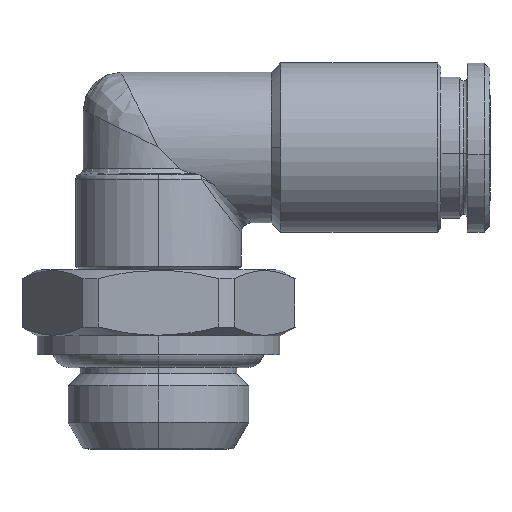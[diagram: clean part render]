
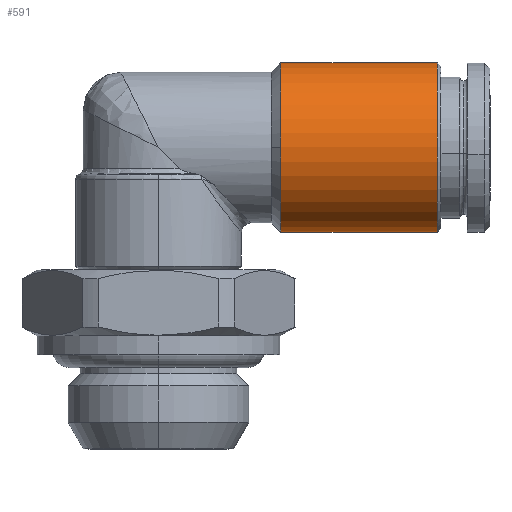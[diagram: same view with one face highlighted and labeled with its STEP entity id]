
A CAD part, top view. The second image highlights one B-rep face of the part: STEP entity #591.
In plain terms, the highlighted cylindrical face has radius 4.499 mm (diameter 8.998 mm), a partial arc.
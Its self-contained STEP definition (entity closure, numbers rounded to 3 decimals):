
#536 = VERTEX_POINT ( 'NONE', #2629 ) ;
#586 = VERTEX_POINT ( 'NONE', #2912 ) ;
#591 = ADVANCED_FACE ( 'NONE', ( #2932 ), #2931, .T. ) ;
#594 = ORIENTED_EDGE ( 'NONE', *, *, #595, .T. ) ;
#595 = EDGE_CURVE ( 'NONE', #586, #639, #2883, .T. ) ;
#596 = EDGE_CURVE ( 'NONE', #536, #620, #2949, .T. ) ;
#597 = EDGE_CURVE ( 'NONE', #607, #536, #2941, .T. ) ;
#600 = ORIENTED_EDGE ( 'NONE', *, *, #650, .T. ) ;
#607 = VERTEX_POINT ( 'NONE', #2954 ) ;
#610 = ORIENTED_EDGE ( 'NONE', *, *, #597, .T. ) ;
#615 = EDGE_CURVE ( 'NONE', #607, #639, #2978, .T. ) ;
#619 = ORIENTED_EDGE ( 'NONE', *, *, #615, .F. ) ;
#620 = VERTEX_POINT ( 'NONE', #2968 ) ;
#622 = ORIENTED_EDGE ( 'NONE', *, *, #596, .T. ) ;
#626 = EDGE_LOOP ( 'NONE', ( #610, #622, #600, #594, #619 ) ) ;
#639 = VERTEX_POINT ( 'NONE', #3014 ) ;
#650 = EDGE_CURVE ( 'NONE', #620, #586, #3003, .T. ) ;
#2629 = CARTESIAN_POINT ( 'NONE',  ( 14.8, 4.499, 0. ) ) ;
#2876 = CARTESIAN_POINT ( 'NONE',  ( 6.499, 0., 0. ) ) ;
#2879 = DIRECTION ( 'NONE',  ( 1., 0., 0. ) ) ;
#2882 = DIRECTION ( 'NONE',  ( 0., 0., -1. ) ) ;
#2883 = CIRCLE ( 'NONE', #2887, 4.499 ) ;
#2886 = DIRECTION ( 'NONE',  ( 1., 0., 0. ) ) ;
#2887 = AXIS2_PLACEMENT_3D ( 'NONE', #2876, #2886, #2882 ) ;
#2910 = DIRECTION ( 'NONE',  ( 0., 0., -1. ) ) ;
#2912 = CARTESIAN_POINT ( 'NONE',  ( 6.499, 0., 4.499 ) ) ;
#2924 = DIRECTION ( 'NONE',  ( 0., -1., 0. ) ) ;
#2925 = DIRECTION ( 'NONE',  ( -1., 0., 0. ) ) ;
#2926 = CARTESIAN_POINT ( 'NONE',  ( 0., 0., 0. ) ) ;
#2930 = AXIS2_PLACEMENT_3D ( 'NONE', #2926, #2925, #2924 ) ;
#2931 = CYLINDRICAL_SURFACE ( 'NONE', #2930, 4.499 ) ;
#2932 = FACE_OUTER_BOUND ( 'NONE', #626, .T. ) ;
#2940 = CARTESIAN_POINT ( 'NONE',  ( 14.8, 0., 0. ) ) ;
#2941 = CIRCLE ( 'NONE', #2945, 4.499 ) ;
#2943 = DIRECTION ( 'NONE',  ( -1., 0., 0. ) ) ;
#2944 = CARTESIAN_POINT ( 'NONE',  ( 0., 4.499, 0. ) ) ;
#2945 = AXIS2_PLACEMENT_3D ( 'NONE', #2940, #2946, #2948 ) ;
#2946 = DIRECTION ( 'NONE',  ( -1., 0., 0. ) ) ;
#2947 = VECTOR ( 'NONE', #2943, 1000. ) ;
#2948 = DIRECTION ( 'NONE',  ( 0., -1., 0. ) ) ;
#2949 = LINE ( 'NONE', #2944, #2947 ) ;
#2954 = CARTESIAN_POINT ( 'NONE',  ( 14.8, -4.499, 0. ) ) ;
#2968 = CARTESIAN_POINT ( 'NONE',  ( 6.499, 4.499, 0. ) ) ;
#2974 = CARTESIAN_POINT ( 'NONE',  ( 0., -4.499, 0. ) ) ;
#2975 = DIRECTION ( 'NONE',  ( -1., 0., 0. ) ) ;
#2976 = VECTOR ( 'NONE', #2975, 1000. ) ;
#2978 = LINE ( 'NONE', #2974, #2976 ) ;
#3001 = CARTESIAN_POINT ( 'NONE',  ( 6.499, 0., 0. ) ) ;
#3002 = AXIS2_PLACEMENT_3D ( 'NONE', #3001, #2879, #2910 ) ;
#3003 = CIRCLE ( 'NONE', #3002, 4.499 ) ;
#3014 = CARTESIAN_POINT ( 'NONE',  ( 6.499, -4.499, 0. ) ) ;
